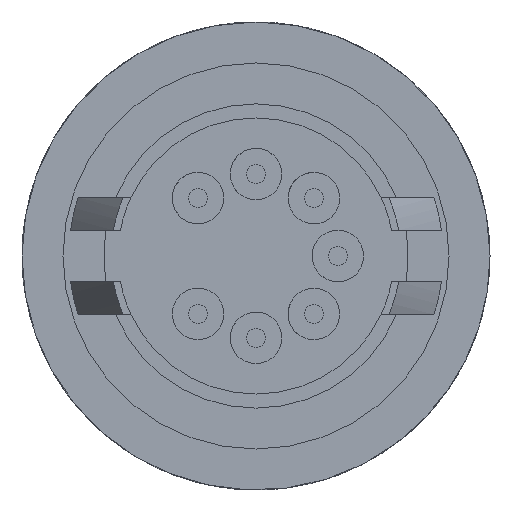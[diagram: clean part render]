
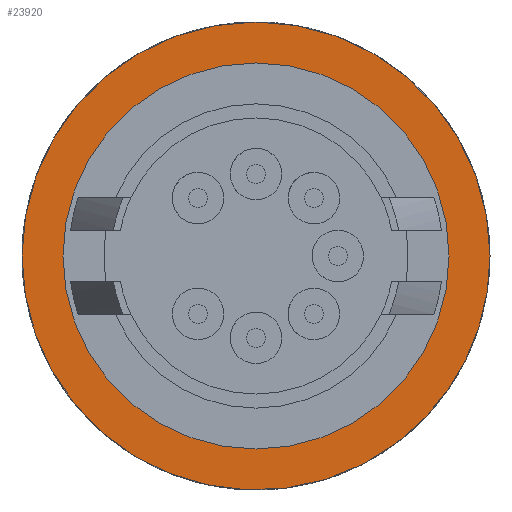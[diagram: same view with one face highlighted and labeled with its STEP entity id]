
A CAD part, front view. The second image highlights one B-rep face of the part: STEP entity #23920.
In plain terms, the highlighted planar face has unit normal (0, -1, 0).
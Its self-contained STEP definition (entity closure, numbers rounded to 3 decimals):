
#23080=CARTESIAN_POINT('',(20.154,12.83,0.));
#23090=VERTEX_POINT('',#23080);
#23440=CARTESIAN_POINT('',(0.154,12.83,
0.));
#23450=VERTEX_POINT('',#23440);
#23480=CARTESIAN_POINT('',(10.154,12.83,0.));
#23490=DIRECTION('',(0.,1.,0.));
#23500=DIRECTION('',(-1.,0.,0.));
#23510=AXIS2_PLACEMENT_3D('',#23480,#23490,#23500);
#23520=CIRCLE('',#23510,10.);
#23530=CARTESIAN_POINT('',(17.404,12.83,-6.887)
);
#23540=VERTEX_POINT('',#23530);
#23550=EDGE_CURVE('',#23540,#23450,#23520,.T.);
#23570=EDGE_CURVE('',#23090,#23540,#23520,.T.);
#23620=CARTESIAN_POINT('',(19.279,12.83,0.));
#23630=DIRECTION('',(-0.,-1.,-0.));
#23640=DIRECTION('',(-1.,0.,0.));
#23650=AXIS2_PLACEMENT_3D('',#23620,#23630,#23640);
#23660=PLANE('',#23650);
#23670=CARTESIAN_POINT('',(10.154,12.83,0.));
#23680=DIRECTION('',(0.,1.,0.));
#23690=DIRECTION('',(1.,0.,0.));
#23700=AXIS2_PLACEMENT_3D('',#23670,#23680,#23690);
#23710=CIRCLE('',#23700,8.25);
#23720=CARTESIAN_POINT('',(1.904,12.83,
0.));
#23730=VERTEX_POINT('',#23720);
#23740=CARTESIAN_POINT('',(18.404,12.83,0.));
#23750=VERTEX_POINT('',#23740);
#23760=EDGE_CURVE('',#23730,#23750,#23710,.T.);
#23770=ORIENTED_EDGE('',*,*,#23760,.T.);
#23780=CARTESIAN_POINT('',(10.154,12.83,-8.25));
#23790=VERTEX_POINT('',#23780);
#23800=EDGE_CURVE('',#23790,#23730,#23710,.T.);
#23810=ORIENTED_EDGE('',*,*,#23800,.T.);
#23820=EDGE_CURVE('',#23750,#23790,#23710,.T.);
#23830=ORIENTED_EDGE('',*,*,#23820,.T.);
#23840=EDGE_LOOP('',(#23830,#23810,#23770));
#23850=FACE_BOUND('',#23840,.T.);
#23860=ORIENTED_EDGE('',*,*,#23550,.F.);
#23870=EDGE_CURVE('',#23450,#23090,#23520,.T.);
#23880=ORIENTED_EDGE('',*,*,#23870,.F.);
#23890=ORIENTED_EDGE('',*,*,#23570,.F.);
#23900=EDGE_LOOP('',(#23890,#23880,#23860));
#23910=FACE_OUTER_BOUND('',#23900,.T.);
#23920=ADVANCED_FACE('',(#23850,#23910),#23660,.T.);
